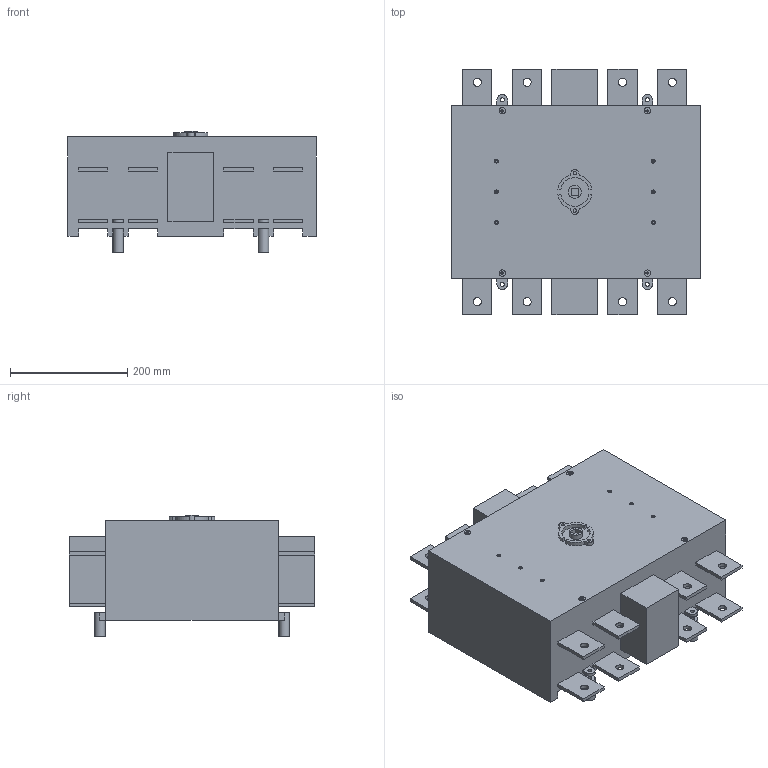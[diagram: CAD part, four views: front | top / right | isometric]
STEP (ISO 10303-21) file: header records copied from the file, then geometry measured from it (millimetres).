
FILE_DESCRIPTION(/* description */ (''),/* implementation_level */ '2;1');
FILE_NAME(/* name */ '3d_GE1000ET4.stp',/* time_stamp */ '2018-10-08T14:57:23+02:00',/* author */ ('Andrzej'),/* organization */ (''),/* preprocessor_version */ 'ST-DEVELOPER v16.13',/* originating_system */ 'AutoCAD Mechanical',/* authorisation */ '');
FILE_SCHEMA (('AUTOMOTIVE_DESIGN { 1 0 10303 214 3 1 1 }'));
Length unit declared in the file: millimetre
Products named in the file (1): Product
Bounding box: 424 x 419 x 206.75 mm (x, y, z)
Volume: 21947467 mm3; surface area: 700940.4 mm2
Topology: 1 solids, 1 shells, 305 faces, 1418 edges, 1799 vertices
Faces by surface type: plane 214, cylinder 91
Full cylindrical faces by diameter (mm): 3.5 x6, 6 x2, 6.6 x6, 7 x8, 11.001 x4, 14 x16, 18 x4, 22 x1
Entity records: 14391 total; most frequent: CARTESIAN_POINT 3497, DIRECTION 2340, ORIENTED_EDGE 1428, LINE 1014, VECTOR 1014, EDGE_CURVE 714, AXIS2_PLACEMENT_3D 663, STYLED_ITEM 658
